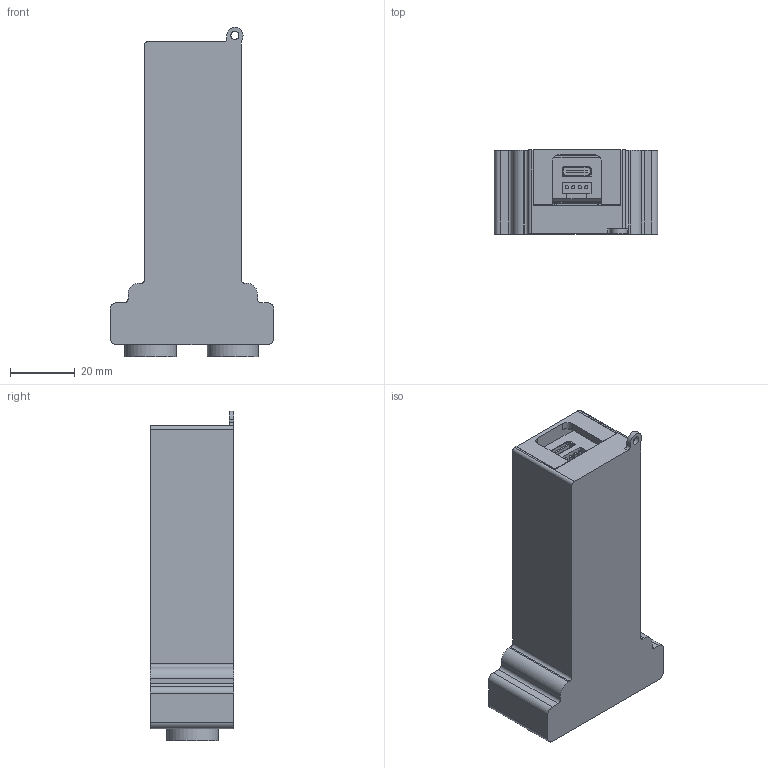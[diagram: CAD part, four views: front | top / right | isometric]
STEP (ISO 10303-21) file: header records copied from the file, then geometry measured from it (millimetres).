
FILE_DESCRIPTION(/* description */ (''),/* implementation_level */ '2;1');
FILE_NAME(/* name */ 'CASE_ATOM_v04.step',/* time_stamp */ '2024-03-07T07:21:59+09:00',/* author */ (''),/* organization */ (''),/* preprocessor_version */ 'ST-DEVELOPER v20',/* originating_system */ 'Autodesk Translation Framework v12.20.1.177',/* authorisation */ '');
FILE_SCHEMA (('AUTOMOTIVE_DESIGN { 1 0 10303 214 3 1 1 }'));
Length unit declared in the file: millimetre
Products named in the file (21): CASE_ATOM_v04; M5TailBat; body; Body_1; Type-C_Receptacle; Type-C_Plug; Grove_Socket; PCB_ATOM_LA3R5; Misawa_DistanceSensor PCB; HC-SR04; Crystal; sp; PCB; socket1x4L; con1x4; con1x5; ATOMS3; body_2; Body_3; Type-C; LA3R5-480
Assembly tree (22 placements, depth 5):
  CASE_ATOM_v04
    M5TailBat
      body
        Body_1
        Type-C_Receptacle
      Type-C_Plug
      Grove_Socket
    PCB_ATOM_LA3R5
      Misawa_DistanceSensor PCB
      HC-SR04
        Crystal
        sp  x2
        PCB
        con1x4
      socket1x4L
      con1x4
      con1x5
      ATOMS3
        body_2
          Body_3
          Type-C
      LA3R5-480
Bounding box: 50.5 x 25.9 x 101.68 mm (x, y, z)
Volume: 50112.4 mm3; surface area: 44802.8 mm2
Topology: 21 solids, 21 shells, 852 faces, 2094 edges, 1394 vertices
Faces by surface type: plane 636, cylinder 214, cone 2
Full cylindrical faces by diameter (mm): 0.5 x2, 0.7 x42, 1 x26, 1.27 x9, 1.4 x6, 2.2 x6, 2.5 x1, 2.6 x1, 4 x2, 5 x4, 11.4 x2, 15.8 x2
Entity records: 25495 total; most frequent: CARTESIAN_POINT 4627, DIRECTION 4155, ORIENTED_EDGE 4084, EDGE_CURVE 2042, LINE 1607, VECTOR 1607, VERTEX_POINT 1362, AXIS2_PLACEMENT_3D 1274
